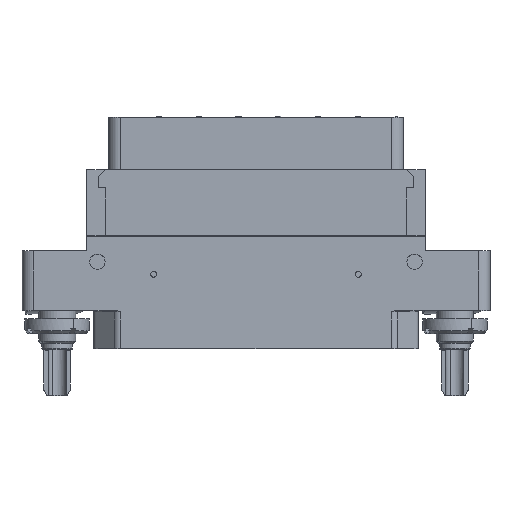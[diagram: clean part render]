
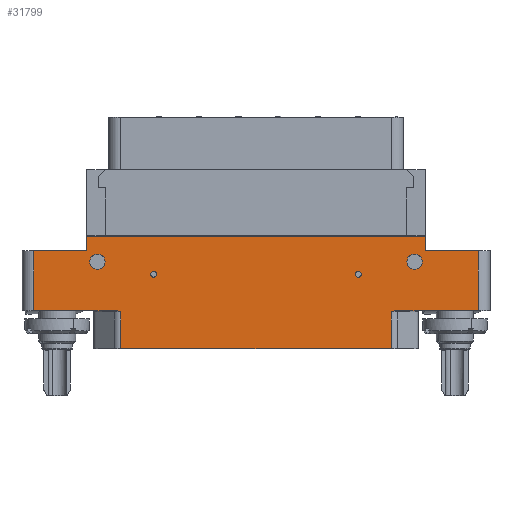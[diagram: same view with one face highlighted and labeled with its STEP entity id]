
A CAD part, top view. The second image highlights one B-rep face of the part: STEP entity #31799.
In plain terms, the highlighted planar face has unit normal (0, 0, 1).
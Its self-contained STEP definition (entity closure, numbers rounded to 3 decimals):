
#1=DIRECTION('',(1.,0.,0.));
#2=VECTOR('',#1,8.8);
#3=CARTESIAN_POINT('',(-38.,10.25,7.));
#4=LINE('',#3,#2);
#5=DIRECTION('',(0.,1.,0.));
#6=VECTOR('',#5,2.3);
#7=CARTESIAN_POINT('',(-29.,10.45,7.));
#8=LINE('',#7,#6);
#9=DIRECTION('',(1.,0.,0.));
#10=VECTOR('',#9,58.);
#11=CARTESIAN_POINT('',(-29.,12.75,7.));
#12=LINE('',#11,#10);
#13=DIRECTION('',(0.,-1.,0.));
#14=VECTOR('',#13,2.3);
#15=CARTESIAN_POINT('',(29.,12.75,7.));
#16=LINE('',#15,#14);
#17=DIRECTION('',(1.,0.,0.));
#18=VECTOR('',#17,8.8);
#19=CARTESIAN_POINT('',(29.2,10.25,7.));
#20=LINE('',#19,#18);
#21=CARTESIAN_POINT('',(-27.1,8.35,7.));
#22=DIRECTION('',(0.,0.,1.));
#23=DIRECTION('',(1.,0.,0.));
#24=AXIS2_PLACEMENT_3D('',#21,#22,#23);
#26=CARTESIAN_POINT('',(-27.1,8.35,7.));
#27=DIRECTION('',(0.,0.,1.));
#28=DIRECTION('',(-1.,0.,0.));
#29=AXIS2_PLACEMENT_3D('',#26,#27,#28);
#31=CARTESIAN_POINT('',(27.1,8.35,7.));
#32=DIRECTION('',(0.,0.,1.));
#33=DIRECTION('',(1.,0.,0.));
#34=AXIS2_PLACEMENT_3D('',#31,#32,#33);
#36=CARTESIAN_POINT('',(27.1,8.35,7.));
#37=DIRECTION('',(0.,0.,1.));
#38=DIRECTION('',(-1.,0.,0.));
#39=AXIS2_PLACEMENT_3D('',#36,#37,#38);
#41=CARTESIAN_POINT('',(17.5,6.2,7.));
#42=DIRECTION('',(0.,0.,1.));
#43=DIRECTION('',(1.,0.,0.));
#44=AXIS2_PLACEMENT_3D('',#41,#42,#43);
#46=CARTESIAN_POINT('',(17.5,6.2,7.));
#47=DIRECTION('',(0.,0.,1.));
#48=DIRECTION('',(-1.,0.,0.));
#49=AXIS2_PLACEMENT_3D('',#46,#47,#48);
#51=CARTESIAN_POINT('',(-17.5,6.2,7.));
#52=DIRECTION('',(0.,0.,1.));
#53=DIRECTION('',(1.,0.,0.));
#54=AXIS2_PLACEMENT_3D('',#51,#52,#53);
#56=CARTESIAN_POINT('',(-17.5,6.2,7.));
#57=DIRECTION('',(0.,0.,1.));
#58=DIRECTION('',(-1.,0.,0.));
#59=AXIS2_PLACEMENT_3D('',#56,#57,#58);
#581=CARTESIAN_POINT('',(-29.2,10.45,7.));
#582=DIRECTION('',(0.,0.,-1.));
#583=DIRECTION('',(1.,0.,0.));
#584=AXIS2_PLACEMENT_3D('',#581,#582,#583);
#1222=DIRECTION('',(1.,0.,0.));
#1223=VECTOR('',#1222,14.082);
#1224=CARTESIAN_POINT('',(-38.,0.,7.));
#1225=LINE('',#1224,#1223);
#1975=DIRECTION('',(0.,-1.,0.));
#1976=VECTOR('',#1975,10.25);
#1977=CARTESIAN_POINT('',(-38.,10.25,7.));
#1978=LINE('',#1977,#1976);
#2008=CARTESIAN_POINT('',(-23.918,0.,7.));
#2009=CARTESIAN_POINT('',(-23.907,0.,7.));
#2010=CARTESIAN_POINT('',(-23.884,0.,7.));
#2011=CARTESIAN_POINT('',(-23.85,-0.002,7.));
#2012=CARTESIAN_POINT('',(-23.814,-0.005,7.));
#2013=CARTESIAN_POINT('',(-23.776,-0.01,7.));
#2014=CARTESIAN_POINT('',(-23.734,-0.016,7.));
#2015=CARTESIAN_POINT('',(-23.688,-0.024,7.));
#2016=CARTESIAN_POINT('',(-23.636,-0.035,7.));
#2017=CARTESIAN_POINT('',(-23.577,-0.049,7.));
#2018=CARTESIAN_POINT('',(-23.515,-0.066,7.));
#2019=CARTESIAN_POINT('',(-23.451,-0.085,7.));
#2020=CARTESIAN_POINT('',(-23.385,-0.106,7.));
#2021=CARTESIAN_POINT('',(-23.318,-0.128,7.));
#2022=CARTESIAN_POINT('',(-23.251,-0.152,7.));
#2023=CARTESIAN_POINT('',(-23.184,-0.176,7.));
#2024=CARTESIAN_POINT('',(-23.14,-0.192,7.));
#2025=CARTESIAN_POINT('',(-23.118,-0.2,7.));
#2027=DIRECTION('',(0.,1.,0.));
#2028=VECTOR('',#2027,6.3);
#2029=CARTESIAN_POINT('',(-23.118,-6.5,7.));
#2030=LINE('',#2029,#2028);
#2052=DIRECTION('',(-1.,0.,0.));
#2053=VECTOR('',#2052,46.236);
#2054=CARTESIAN_POINT('',(23.118,-6.5,7.));
#2055=LINE('',#2054,#2053);
#2198=DIRECTION('',(0.,1.,0.));
#2199=VECTOR('',#2198,6.3);
#2200=CARTESIAN_POINT('',(23.118,-6.5,7.));
#2201=LINE('',#2200,#2199);
#2207=CARTESIAN_POINT('',(23.118,-0.2,7.));
#2208=CARTESIAN_POINT('',(23.14,-0.192,7.));
#2209=CARTESIAN_POINT('',(23.184,-0.176,7.));
#2210=CARTESIAN_POINT('',(23.251,-0.152,7.));
#2211=CARTESIAN_POINT('',(23.318,-0.128,7.));
#2212=CARTESIAN_POINT('',(23.385,-0.106,7.));
#2213=CARTESIAN_POINT('',(23.451,-0.085,7.));
#2214=CARTESIAN_POINT('',(23.515,-0.066,7.));
#2215=CARTESIAN_POINT('',(23.577,-0.049,7.));
#2216=CARTESIAN_POINT('',(23.636,-0.035,7.));
#2217=CARTESIAN_POINT('',(23.688,-0.024,7.));
#2218=CARTESIAN_POINT('',(23.734,-0.016,7.));
#2219=CARTESIAN_POINT('',(23.776,-0.01,7.));
#2220=CARTESIAN_POINT('',(23.814,-0.005,7.));
#2221=CARTESIAN_POINT('',(23.85,-0.002,7.));
#2222=CARTESIAN_POINT('',(23.884,0.,7.));
#2223=CARTESIAN_POINT('',(23.907,0.,7.));
#2224=CARTESIAN_POINT('',(23.918,0.,7.));
#2287=DIRECTION('',(1.,0.,0.));
#2288=VECTOR('',#2287,14.082);
#2289=CARTESIAN_POINT('',(23.918,0.,7.));
#2290=LINE('',#2289,#2288);
#6142=CARTESIAN_POINT('',(29.2,10.45,7.));
#6143=DIRECTION('',(0.,0.,-1.));
#6144=DIRECTION('',(0.,-1.,0.));
#6145=AXIS2_PLACEMENT_3D('',#6142,#6143,#6144);
#17370=DIRECTION('',(0.,1.,0.));
#17371=VECTOR('',#17370,10.25);
#17372=CARTESIAN_POINT('',(38.,0.,7.));
#17373=LINE('',#17372,#17371);
#26070=CARTESIAN_POINT('',(-29.,12.75,7.));
#26071=CARTESIAN_POINT('',(29.,12.75,7.));
#26072=VERTEX_POINT('',#26070);
#26073=VERTEX_POINT('',#26071);
#26086=CARTESIAN_POINT('',(38.,0.,7.));
#26087=CARTESIAN_POINT('',(38.,10.25,7.));
#26088=VERTEX_POINT('',#26086);
#26089=VERTEX_POINT('',#26087);
#26094=CARTESIAN_POINT('',(-38.,10.25,7.));
#26095=CARTESIAN_POINT('',(-38.,0.,7.));
#26096=VERTEX_POINT('',#26094);
#26097=VERTEX_POINT('',#26095);
#26299=CARTESIAN_POINT('',(23.118,-6.5,7.));
#26301=VERTEX_POINT('',#26299);
#26302=CARTESIAN_POINT('',(-23.118,-6.5,7.));
#26304=VERTEX_POINT('',#26302);
#26366=CARTESIAN_POINT('',(-23.118,-0.2,7.));
#26367=VERTEX_POINT('',#26366);
#26368=CARTESIAN_POINT('',(-23.918,0.,7.));
#26369=VERTEX_POINT('',#26368);
#26370=CARTESIAN_POINT('',(23.118,-0.2,7.));
#26372=VERTEX_POINT('',#26370);
#26374=CARTESIAN_POINT('',(23.918,0.,7.));
#26376=VERTEX_POINT('',#26374);
#27626=CARTESIAN_POINT('',(29.2,10.25,7.));
#27628=VERTEX_POINT('',#27626);
#27630=CARTESIAN_POINT('',(29.,10.45,7.));
#27632=VERTEX_POINT('',#27630);
#27634=CARTESIAN_POINT('',(-29.,10.45,7.));
#27636=VERTEX_POINT('',#27634);
#27638=CARTESIAN_POINT('',(-29.2,10.25,7.));
#27640=VERTEX_POINT('',#27638);
#27650=CARTESIAN_POINT('',(-25.8,8.35,7.));
#27651=CARTESIAN_POINT('',(-28.4,8.35,7.));
#27652=VERTEX_POINT('',#27650);
#27653=VERTEX_POINT('',#27651);
#27654=CARTESIAN_POINT('',(28.4,8.35,7.));
#27655=CARTESIAN_POINT('',(25.8,8.35,7.));
#27656=VERTEX_POINT('',#27654);
#27657=VERTEX_POINT('',#27655);
#27674=CARTESIAN_POINT('',(18.,6.2,7.));
#27675=CARTESIAN_POINT('',(17.,6.2,7.));
#27676=VERTEX_POINT('',#27674);
#27677=VERTEX_POINT('',#27675);
#27678=CARTESIAN_POINT('',(-17.,6.2,7.));
#27679=CARTESIAN_POINT('',(-18.,6.2,7.));
#27680=VERTEX_POINT('',#27678);
#27681=VERTEX_POINT('',#27679);
#31736=CARTESIAN_POINT('',(0.,0.,7.));
#31737=DIRECTION('',(0.,0.,-1.));
#31738=DIRECTION('',(-1.,0.,0.));
#31739=AXIS2_PLACEMENT_3D('',#31736,#31737,#31738);
#31740=PLANE('',#31739);
#31742=ORIENTED_EDGE('',*,*,#31741,.T.);
#31744=ORIENTED_EDGE('',*,*,#31743,.F.);
#31746=ORIENTED_EDGE('',*,*,#31745,.T.);
#31748=ORIENTED_EDGE('',*,*,#31747,.T.);
#31750=ORIENTED_EDGE('',*,*,#31749,.T.);
#31752=ORIENTED_EDGE('',*,*,#31751,.F.);
#31754=ORIENTED_EDGE('',*,*,#31753,.T.);
#31756=ORIENTED_EDGE('',*,*,#31755,.F.);
#31758=ORIENTED_EDGE('',*,*,#31757,.F.);
#31760=ORIENTED_EDGE('',*,*,#31759,.F.);
#31762=ORIENTED_EDGE('',*,*,#31761,.F.);
#31764=ORIENTED_EDGE('',*,*,#31763,.T.);
#31766=ORIENTED_EDGE('',*,*,#31765,.T.);
#31768=ORIENTED_EDGE('',*,*,#31767,.F.);
#31770=ORIENTED_EDGE('',*,*,#31769,.F.);
#31772=ORIENTED_EDGE('',*,*,#31771,.F.);
#31773=EDGE_LOOP('',(#31742,#31744,#31746,#31748,#31750,#31752,#31754,#31756,
#31758,#31760,#31762,#31764,#31766,#31768,#31770,#31772));
#31774=FACE_OUTER_BOUND('',#31773,.F.);
#31776=ORIENTED_EDGE('',*,*,#31775,.T.);
#31778=ORIENTED_EDGE('',*,*,#31777,.T.);
#31779=EDGE_LOOP('',(#31776,#31778));
#31780=FACE_BOUND('',#31779,.F.);
#31782=ORIENTED_EDGE('',*,*,#31781,.T.);
#31784=ORIENTED_EDGE('',*,*,#31783,.T.);
#31785=EDGE_LOOP('',(#31782,#31784));
#31786=FACE_BOUND('',#31785,.F.);
#31788=ORIENTED_EDGE('',*,*,#31787,.T.);
#31790=ORIENTED_EDGE('',*,*,#31789,.T.);
#31791=EDGE_LOOP('',(#31788,#31790));
#31792=FACE_BOUND('',#31791,.F.);
#31794=ORIENTED_EDGE('',*,*,#31793,.T.);
#31796=ORIENTED_EDGE('',*,*,#31795,.T.);
#31797=EDGE_LOOP('',(#31794,#31796));
#31798=FACE_BOUND('',#31797,.F.);
#31799=ADVANCED_FACE('',(#31774,#31780,#31786,#31792,#31798),#31740,.F.);
#25=CIRCLE('',#24,1.3);
#30=CIRCLE('',#29,1.3);
#35=CIRCLE('',#34,1.3);
#40=CIRCLE('',#39,1.3);
#45=CIRCLE('',#44,0.5);
#50=CIRCLE('',#49,0.5);
#55=CIRCLE('',#54,0.5);
#60=CIRCLE('',#59,0.5);
#585=CIRCLE('',#584,0.2);
#2026=B_SPLINE_CURVE_WITH_KNOTS('',3,(#2008,#2009,#2010,#2011,#2012,#2013,#2014,
#2015,#2016,#2017,#2018,#2019,#2020,#2021,#2022,#2023,#2024,#2025),
.UNSPECIFIED.,.F.,.F.,(4,1,1,1,1,1,1,1,1,1,1,1,1,1,1,4),(0.,0.067,
0.133,0.2,0.267,0.333,0.4,
0.467,0.533,0.6,0.667,0.733,
0.8,0.867,0.933,1.),.UNSPECIFIED.);
#2225=B_SPLINE_CURVE_WITH_KNOTS('',3,(#2207,#2208,#2209,#2210,#2211,#2212,#2213,
#2214,#2215,#2216,#2217,#2218,#2219,#2220,#2221,#2222,#2223,#2224),
.UNSPECIFIED.,.F.,.F.,(4,1,1,1,1,1,1,1,1,1,1,1,1,1,1,4),(0.,0.067,
0.133,0.2,0.267,0.333,0.4,
0.467,0.533,0.6,0.667,0.733,
0.8,0.867,0.933,1.),.UNSPECIFIED.);
#6146=CIRCLE('',#6145,0.2);
#31741=EDGE_CURVE('',#26096,#27640,#4,.T.);
#31743=EDGE_CURVE('',#27636,#27640,#585,.T.);
#31745=EDGE_CURVE('',#27636,#26072,#8,.T.);
#31747=EDGE_CURVE('',#26072,#26073,#12,.T.);
#31749=EDGE_CURVE('',#26073,#27632,#16,.T.);
#31751=EDGE_CURVE('',#27628,#27632,#6146,.T.);
#31753=EDGE_CURVE('',#27628,#26089,#20,.T.);
#31755=EDGE_CURVE('',#26088,#26089,#17373,.T.);
#31757=EDGE_CURVE('',#26376,#26088,#2290,.T.);
#31759=EDGE_CURVE('',#26372,#26376,#2225,.T.);
#31761=EDGE_CURVE('',#26301,#26372,#2201,.T.);
#31763=EDGE_CURVE('',#26301,#26304,#2055,.T.);
#31765=EDGE_CURVE('',#26304,#26367,#2030,.T.);
#31767=EDGE_CURVE('',#26369,#26367,#2026,.T.);
#31769=EDGE_CURVE('',#26097,#26369,#1225,.T.);
#31771=EDGE_CURVE('',#26096,#26097,#1978,.T.);
#31775=EDGE_CURVE('',#27652,#27653,#25,.T.);
#31777=EDGE_CURVE('',#27653,#27652,#30,.T.);
#31781=EDGE_CURVE('',#27656,#27657,#35,.T.);
#31783=EDGE_CURVE('',#27657,#27656,#40,.T.);
#31787=EDGE_CURVE('',#27676,#27677,#45,.T.);
#31789=EDGE_CURVE('',#27677,#27676,#50,.T.);
#31793=EDGE_CURVE('',#27680,#27681,#55,.T.);
#31795=EDGE_CURVE('',#27681,#27680,#60,.T.);
